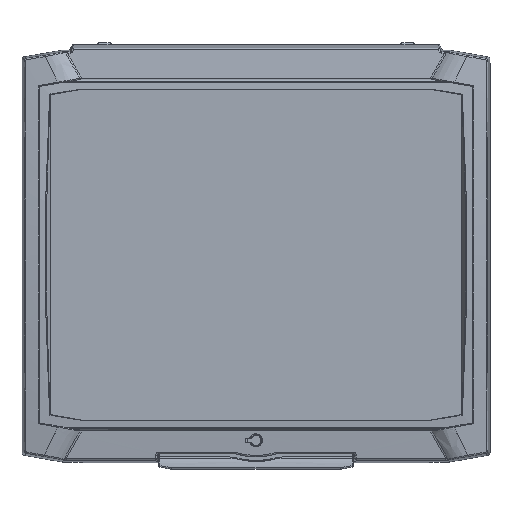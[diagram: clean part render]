
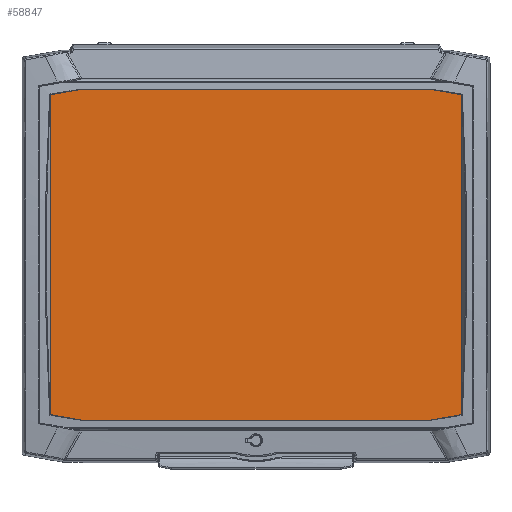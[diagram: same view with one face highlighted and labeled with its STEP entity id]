
A CAD part, top view. The second image highlights one B-rep face of the part: STEP entity #58847.
In plain terms, the highlighted planar face has unit normal (0, 0, 1).
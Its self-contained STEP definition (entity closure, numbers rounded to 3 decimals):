
#2815=PLANE('',#64745);
#6597=LINE('',#134790,#11432);
#6602=LINE('',#134833,#11437);
#6651=LINE('',#136600,#11486);
#6652=LINE('',#136679,#11487);
#6655=LINE('',#136773,#11490);
#6656=LINE('',#136852,#11491);
#7652=LINE('',#141635,#12487);
#7653=LINE('',#141636,#12488);
#11432=VECTOR('',#78508,221.418);
#11437=VECTOR('',#78521,221.418);
#11486=VECTOR('',#78828,21.832);
#11487=VECTOR('',#78837,21.832);
#11490=VECTOR('',#78846,21.832);
#11491=VECTOR('',#78855,21.832);
#12487=VECTOR('',#81163,242.);
#12488=VECTOR('',#81164,242.);
#17265=FACE_OUTER_BOUND('',#21020,.T.);
#21020=EDGE_LOOP('',(#55055,#55056,#55057,#55058,#55059,#55060,#55061,#55062));
#28518=VERTEX_POINT('',#134787);
#28519=VERTEX_POINT('',#134789);
#28526=VERTEX_POINT('',#134830);
#28527=VERTEX_POINT('',#134832);
#28622=VERTEX_POINT('',#136598);
#28624=VERTEX_POINT('',#136678);
#28626=VERTEX_POINT('',#136771);
#28628=VERTEX_POINT('',#136851);
#36532=EDGE_CURVE('',#28519,#28518,#6597,.T.);
#36541=EDGE_CURVE('',#28527,#28526,#6602,.T.);
#36702=EDGE_CURVE('',#28518,#28622,#6651,.T.);
#36706=EDGE_CURVE('',#28624,#28519,#6652,.T.);
#36712=EDGE_CURVE('',#28526,#28626,#6655,.T.);
#36716=EDGE_CURVE('',#28628,#28527,#6656,.T.);
#37977=EDGE_CURVE('',#28622,#28628,#7652,.T.);
#37978=EDGE_CURVE('',#28626,#28624,#7653,.T.);
#55055=ORIENTED_EDGE('',*,*,#36532,.T.);
#55056=ORIENTED_EDGE('',*,*,#36702,.T.);
#55057=ORIENTED_EDGE('',*,*,#37977,.T.);
#55058=ORIENTED_EDGE('',*,*,#36716,.T.);
#55059=ORIENTED_EDGE('',*,*,#36541,.T.);
#55060=ORIENTED_EDGE('',*,*,#36712,.T.);
#55061=ORIENTED_EDGE('',*,*,#37978,.T.);
#55062=ORIENTED_EDGE('',*,*,#36706,.T.);
#58847=ADVANCED_FACE('',(#17265),#2815,.T.);
#64745=AXIS2_PLACEMENT_3D('',#141634,#81161,#81162);
#78508=DIRECTION('',(0.,1.,0.));
#78521=DIRECTION('',(0.,-1.,0.));
#78828=DIRECTION('',(-0.985,0.174,0.));
#78837=DIRECTION('',(0.985,0.174,0.));
#78846=DIRECTION('',(0.985,-0.174,0.));
#78855=DIRECTION('',(-0.985,-0.174,0.));
#81161=DIRECTION('center_axis',(0.,0.,1.));
#81162=DIRECTION('ref_axis',(1.,0.,0.));
#81163=DIRECTION('',(-1.,0.,0.));
#81164=DIRECTION('',(1.,0.,0.));
#134787=CARTESIAN_POINT('',(142.5,110.709,16.2));
#134789=CARTESIAN_POINT('',(142.5,-110.709,16.2));
#134790=CARTESIAN_POINT('',(142.5,-110.709,16.2));
#134830=CARTESIAN_POINT('',(-142.5,-110.709,16.2));
#134832=CARTESIAN_POINT('',(-142.5,110.709,16.2));
#134833=CARTESIAN_POINT('',(-142.5,110.709,16.2));
#136598=CARTESIAN_POINT('',(121.,114.5,16.2));
#136600=CARTESIAN_POINT('',(142.5,110.709,16.2));
#136678=CARTESIAN_POINT('',(121.,-114.5,16.2));
#136679=CARTESIAN_POINT('',(121.,-114.5,16.2));
#136771=CARTESIAN_POINT('',(-121.,-114.5,16.2));
#136773=CARTESIAN_POINT('',(-142.5,-110.709,16.2));
#136851=CARTESIAN_POINT('',(-121.,114.5,16.2));
#136852=CARTESIAN_POINT('',(-121.,114.5,16.2));
#141634=CARTESIAN_POINT('Origin',(0.,0.,16.2));
#141635=CARTESIAN_POINT('',(121.,114.5,16.2));
#141636=CARTESIAN_POINT('',(-121.,-114.5,16.2));
